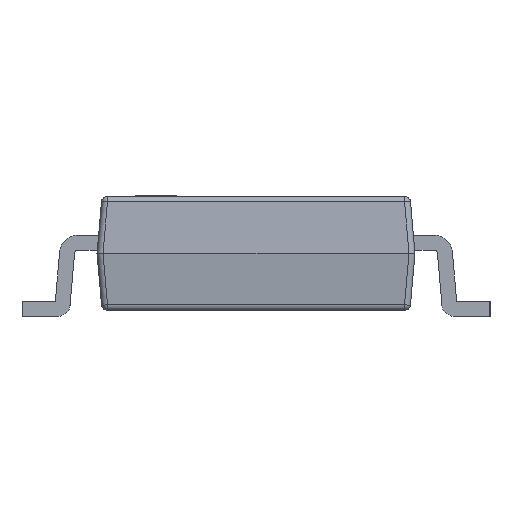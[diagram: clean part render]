
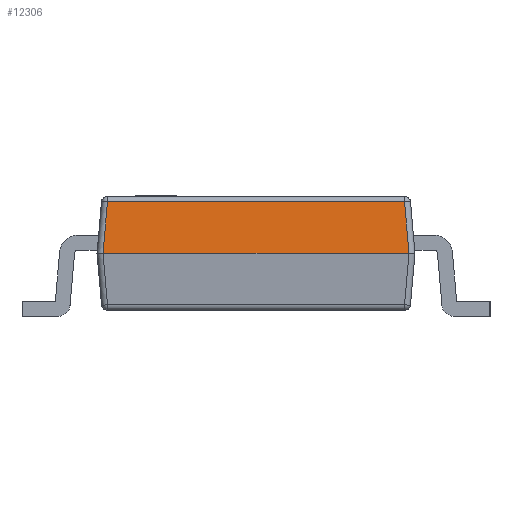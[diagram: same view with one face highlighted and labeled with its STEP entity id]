
A CAD part, left-side view. The second image highlights one B-rep face of the part: STEP entity #12306.
In plain terms, the highlighted planar face has unit normal (-0.996, 0, 0.087).
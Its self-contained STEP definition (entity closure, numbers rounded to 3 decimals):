
#620 = CARTESIAN_POINT ( 'NONE',  ( -5.025, 2.567, 0.859 ) ) ;
#1303 = CARTESIAN_POINT ( 'NONE',  ( -5.025, 2.475, 0.859 ) ) ;
#2486 = CARTESIAN_POINT ( 'NONE',  ( -5.025, -2.475, 0.859 ) ) ;
#4385 = VECTOR ( 'NONE', #15260, 1000. ) ;
#4525 = EDGE_CURVE ( 'NONE', #12890, #20460, #17608, .T. ) ;
#5341 = LINE ( 'NONE', #620, #5362 ) ;
#5362 = VECTOR ( 'NONE', #15926, 1000. ) ;
#5414 = FACE_OUTER_BOUND ( 'NONE', #21067, .T. ) ;
#5949 = DIRECTION ( 'NONE',  ( 0.087, 0., 0.996 ) ) ;
#6359 = DIRECTION ( 'NONE',  ( -0.996, 0., 0.087 ) ) ;
#6502 = VECTOR ( 'NONE', #17156, 1000. ) ;
#6933 = ORIENTED_EDGE ( 'NONE', *, *, #15012, .T. ) ;
#7806 = ORIENTED_EDGE ( 'NONE', *, *, #9390, .T. ) ;
#9390 = EDGE_CURVE ( 'NONE', #10966, #12890, #18136, .T. ) ;
#9874 = VECTOR ( 'NONE', #19023, 1000. ) ;
#10966 = VERTEX_POINT ( 'NONE', #15242 ) ;
#11880 = CARTESIAN_POINT ( 'NONE',  ( -5.101, 2.551, -0.009 ) ) ;
#12306 = ADVANCED_FACE ( 'NONE', ( #5414 ), #15411, .T. ) ;
#12319 = AXIS2_PLACEMENT_3D ( 'NONE', #17540, #6359, #5949 ) ;
#12416 = CARTESIAN_POINT ( 'NONE',  ( -5.061, -2.511, 0.448 ) ) ;
#12890 = VERTEX_POINT ( 'NONE', #18527 ) ;
#14593 = EDGE_CURVE ( 'NONE', #20460, #19382, #5341, .T. ) ;
#15012 = EDGE_CURVE ( 'NONE', #19382, #10966, #18793, .T. ) ;
#15242 = CARTESIAN_POINT ( 'NONE',  ( -5.1, 2.55, 0. ) ) ;
#15260 = DIRECTION ( 'NONE',  ( -0.087, 0.087, -0.992 ) ) ;
#15411 = PLANE ( 'NONE',  #12319 ) ;
#15802 = ORIENTED_EDGE ( 'NONE', *, *, #14593, .T. ) ;
#15926 = DIRECTION ( 'NONE',  ( 0., 1., 0. ) ) ;
#16635 = CARTESIAN_POINT ( 'NONE',  ( -5.1, 2.65, 0. ) ) ;
#17156 = DIRECTION ( 'NONE',  ( 0., -1., 0. ) ) ;
#17540 = CARTESIAN_POINT ( 'NONE',  ( -5.1, 2.65, 0. ) ) ;
#17608 = LINE ( 'NONE', #12416, #9874 ) ;
#18136 = LINE ( 'NONE', #16635, #6502 ) ;
#18527 = CARTESIAN_POINT ( 'NONE',  ( -5.1, -2.55, 0. ) ) ;
#18793 = LINE ( 'NONE', #11880, #4385 ) ;
#19023 = DIRECTION ( 'NONE',  ( 0.087, 0.087, 0.992 ) ) ;
#19382 = VERTEX_POINT ( 'NONE', #1303 ) ;
#20190 = ORIENTED_EDGE ( 'NONE', *, *, #4525, .T. ) ;
#20460 = VERTEX_POINT ( 'NONE', #2486 ) ;
#21067 = EDGE_LOOP ( 'NONE', ( #15802, #6933, #7806, #20190 ) ) ;
